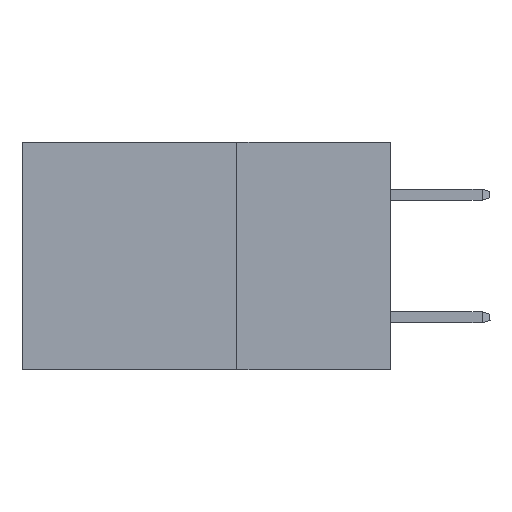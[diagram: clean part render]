
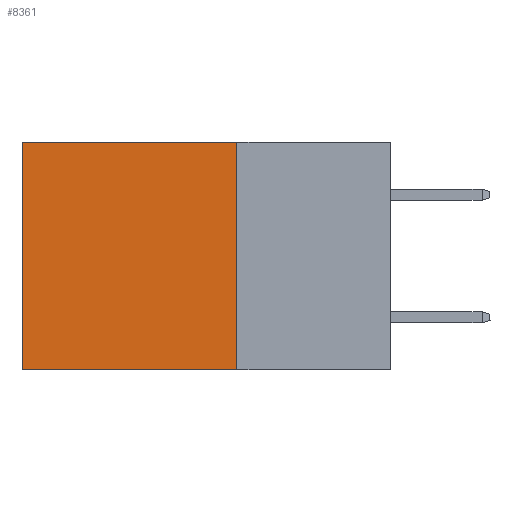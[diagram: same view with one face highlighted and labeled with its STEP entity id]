
A CAD part, left-side view. The second image highlights one B-rep face of the part: STEP entity #8361.
In plain terms, the highlighted planar face has unit normal (-1, 0, 0).
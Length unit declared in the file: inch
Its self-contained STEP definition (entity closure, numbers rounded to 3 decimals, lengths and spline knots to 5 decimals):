
#1121 = VERTEX_POINT ( 'NONE', #4931 ) ;
#1149 = PLANE ( 'NONE',  #12744 ) ;
#1282 = DIRECTION ( 'NONE',  ( 0., 0., -1. ) ) ;
#1417 = EDGE_CURVE ( 'NONE', #6278, #1121, #12026, .T. ) ;
#2239 = DIRECTION ( 'NONE',  ( 1., 0., 0. ) ) ;
#2772 = ORIENTED_EDGE ( 'NONE', *, *, #7289, .T. ) ;
#3288 = EDGE_LOOP ( 'NONE', ( #2772, #4595, #4555, #4378 ) ) ;
#3370 = DIRECTION ( 'NONE',  ( 0., 0., -1. ) ) ;
#3531 = VECTOR ( 'NONE', #3370, 39.37008 ) ;
#4274 = VECTOR ( 'NONE', #1282, 39.37008 ) ;
#4378 = ORIENTED_EDGE ( 'NONE', *, *, #9619, .T. ) ;
#4398 = CARTESIAN_POINT ( 'NONE',  ( 0.2875, 0.25, -0.37 ) ) ;
#4555 = ORIENTED_EDGE ( 'NONE', *, *, #4685, .F. ) ;
#4565 = VECTOR ( 'NONE', #7489, 39.37008 ) ;
#4595 = ORIENTED_EDGE ( 'NONE', *, *, #1417, .F. ) ;
#4685 = EDGE_CURVE ( 'NONE', #6294, #6278, #9327, .T. ) ;
#4906 = CARTESIAN_POINT ( 'NONE',  ( 0.2875, 0.25, 0. ) ) ;
#4931 = CARTESIAN_POINT ( 'NONE',  ( 0.2875, 0.6, -0.37 ) ) ;
#5459 = CARTESIAN_POINT ( 'NONE',  ( 0.2875, 0.25, 0. ) ) ;
#5476 = CARTESIAN_POINT ( 'NONE',  ( 0.2875, 0.25, 0. ) ) ;
#6278 = VERTEX_POINT ( 'NONE', #7942 ) ;
#6294 = VERTEX_POINT ( 'NONE', #4906 ) ;
#6629 = CARTESIAN_POINT ( 'NONE',  ( 0.2875, 0.6, 0. ) ) ;
#6951 = CARTESIAN_POINT ( 'NONE',  ( 0.2875, 0.6, 0. ) ) ;
#7289 = EDGE_CURVE ( 'NONE', #13370, #1121, #11368, .T. ) ;
#7309 = LINE ( 'NONE', #12429, #4565 ) ;
#7489 = DIRECTION ( 'NONE',  ( 0., 1., 0. ) ) ;
#7942 = CARTESIAN_POINT ( 'NONE',  ( 0.2875, 0.25, -0.37 ) ) ;
#8255 = DIRECTION ( 'NONE',  ( 0., 1., 0. ) ) ;
#8361 = ADVANCED_FACE ( 'NONE', ( #9193 ), #1149, .F. ) ;
#9193 = FACE_OUTER_BOUND ( 'NONE', #3288, .T. ) ;
#9327 = LINE ( 'NONE', #5476, #3531 ) ;
#9410 = VECTOR ( 'NONE', #8255, 39.37008 ) ;
#9521 = DIRECTION ( 'NONE',  ( 0., 0., -1. ) ) ;
#9619 = EDGE_CURVE ( 'NONE', #6294, #13370, #7309, .T. ) ;
#11368 = LINE ( 'NONE', #6629, #4274 ) ;
#12026 = LINE ( 'NONE', #4398, #9410 ) ;
#12429 = CARTESIAN_POINT ( 'NONE',  ( 0.2875, 0.25, 0. ) ) ;
#12744 = AXIS2_PLACEMENT_3D ( 'NONE', #5459, #2239, #9521 ) ;
#13370 = VERTEX_POINT ( 'NONE', #6951 ) ;
